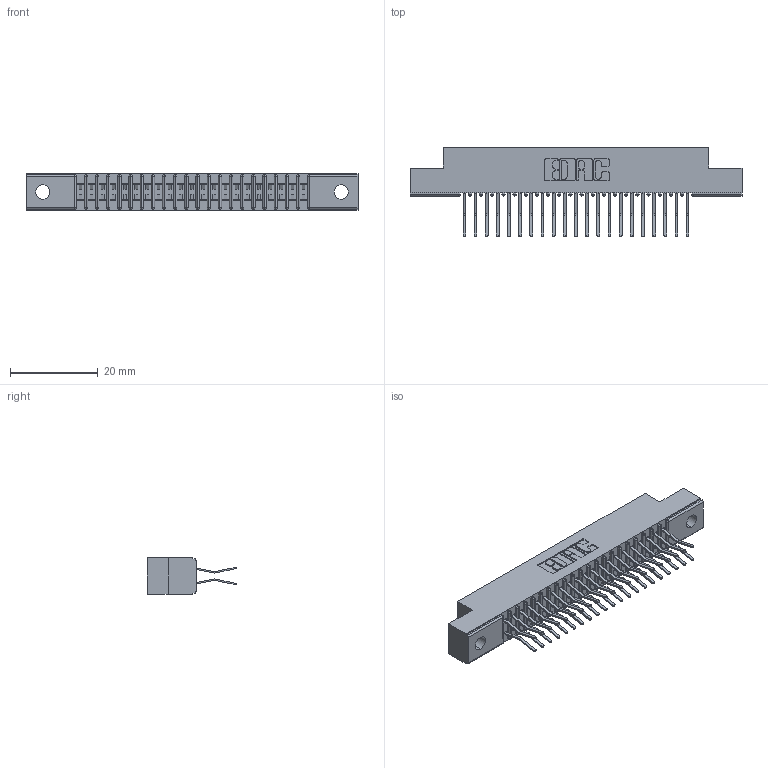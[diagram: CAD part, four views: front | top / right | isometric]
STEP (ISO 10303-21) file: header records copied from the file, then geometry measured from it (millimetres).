
FILE_DESCRIPTION (( 'STEP AP203' ), '1' );
FILE_NAME ('391-042-560-202.STEP', '2018-08-09T01:56:45', ( '' ), ( '' ), 'SwSTEP 2.0', 'SolidWorks 2016', '' );
FILE_SCHEMA (( 'CONFIG_CONTROL_DESIGN' ));
Length unit declared in the file: inch
Products named in the file (3): 341 Part_.128 (3.25) Dia Mounting Holes; 341-292-001_341-292-160; 391-042-560-202
Assembly tree (43 placements, depth 2):
  391-042-560-202
    341 Part_.128 (3.25) Dia Mounting Holes
    341-292-001_341-292-160  x42
Bounding box: 75.56 x 20.37 x 8.38 mm (x, y, z)
Volume: 4306.3 mm3; surface area: 8967 mm2
Topology: 43 solids, 43 shells, 3056 faces, 8863 edges, 5750 vertices
Faces by surface type: plane 1748, cylinder 1224, sphere 44, torus 40
Entity records: 28354 total; most frequent: CARTESIAN_POINT 4715, ORIENTED_EDGE 4682, DIRECTION 4595, EDGE_CURVE 2341, LINE 1863, VECTOR 1863, VERTEX_POINT 1486, AXIS2_PLACEMENT_3D 1366
